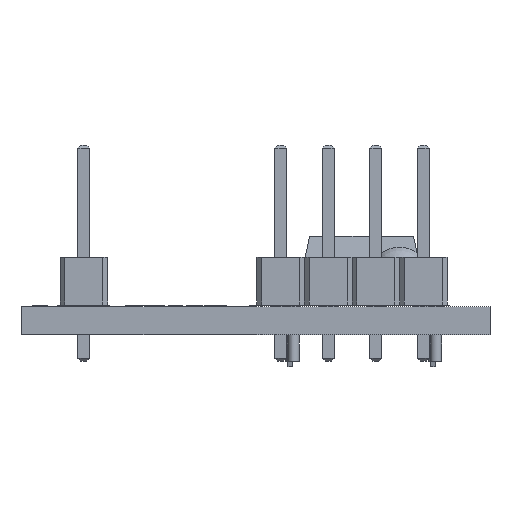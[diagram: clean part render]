
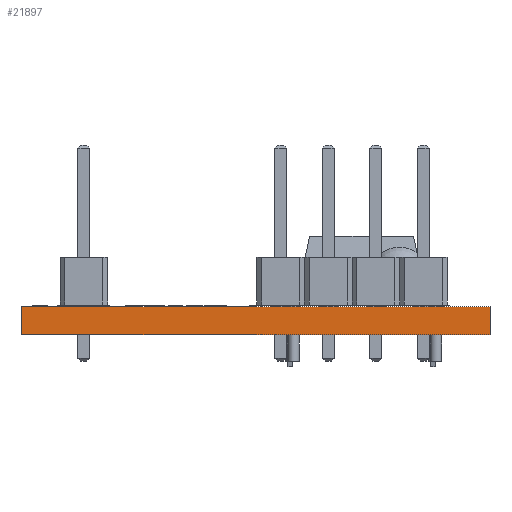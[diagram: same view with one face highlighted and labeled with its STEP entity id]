
A CAD part, front view. The second image highlights one B-rep face of the part: STEP entity #21897.
In plain terms, the highlighted planar face has unit normal (0, -1, 0).
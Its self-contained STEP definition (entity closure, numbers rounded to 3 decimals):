
#21897 = ADVANCED_FACE('',(#21898),#21932,.T.);
#21898 = FACE_BOUND('',#21899,.T.);
#21899 = EDGE_LOOP('',(#21900,#21910,#21918,#21926));
#21900 = ORIENTED_EDGE('',*,*,#21901,.T.);
#21901 = EDGE_CURVE('',#21902,#21904,#21906,.T.);
#21902 = VERTEX_POINT('',#21903);
#21903 = CARTESIAN_POINT('',(25.,-0.,0.));
#21904 = VERTEX_POINT('',#21905);
#21905 = CARTESIAN_POINT('',(25.,0.,1.51));
#21906 = LINE('',#21907,#21908);
#21907 = CARTESIAN_POINT('',(25.,-0.,0.));
#21908 = VECTOR('',#21909,1.);
#21909 = DIRECTION('',(0.,0.,1.));
#21910 = ORIENTED_EDGE('',*,*,#21911,.T.);
#21911 = EDGE_CURVE('',#21904,#21912,#21914,.T.);
#21912 = VERTEX_POINT('',#21913);
#21913 = CARTESIAN_POINT('',(0.,0.,1.51));
#21914 = LINE('',#21915,#21916);
#21915 = CARTESIAN_POINT('',(25.,0.,1.51));
#21916 = VECTOR('',#21917,1.);
#21917 = DIRECTION('',(-1.,0.,0.));
#21918 = ORIENTED_EDGE('',*,*,#21919,.F.);
#21919 = EDGE_CURVE('',#21920,#21912,#21922,.T.);
#21920 = VERTEX_POINT('',#21921);
#21921 = CARTESIAN_POINT('',(0.,-0.,0.));
#21922 = LINE('',#21923,#21924);
#21923 = CARTESIAN_POINT('',(0.,-0.,0.));
#21924 = VECTOR('',#21925,1.);
#21925 = DIRECTION('',(0.,0.,1.));
#21926 = ORIENTED_EDGE('',*,*,#21927,.F.);
#21927 = EDGE_CURVE('',#21902,#21920,#21928,.T.);
#21928 = LINE('',#21929,#21930);
#21929 = CARTESIAN_POINT('',(25.,-0.,0.));
#21930 = VECTOR('',#21931,1.);
#21931 = DIRECTION('',(-1.,0.,0.));
#21932 = PLANE('',#21933);
#21933 = AXIS2_PLACEMENT_3D('',#21934,#21935,#21936);
#21934 = CARTESIAN_POINT('',(25.,0.,0.));
#21935 = DIRECTION('',(0.,-1.,0.));
#21936 = DIRECTION('',(-1.,0.,0.));
